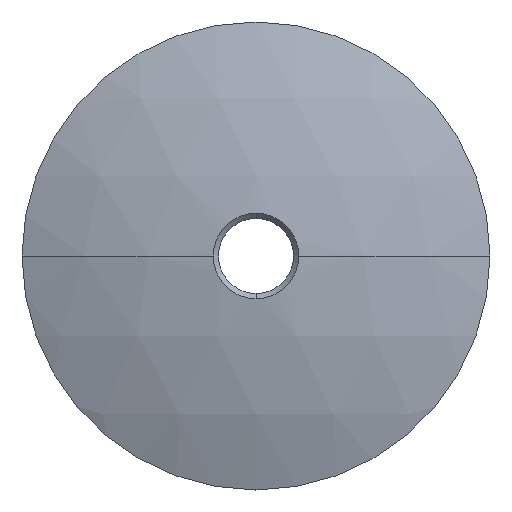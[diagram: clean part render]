
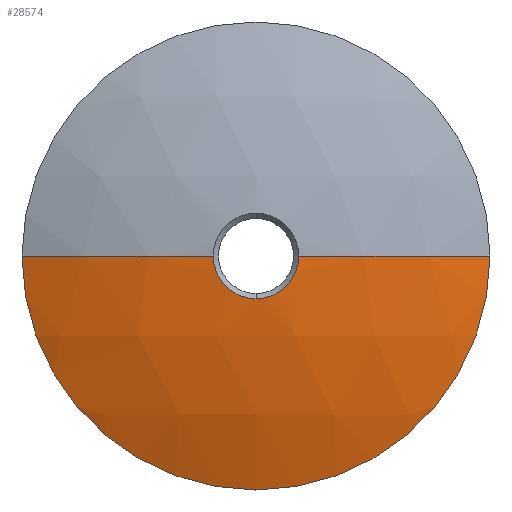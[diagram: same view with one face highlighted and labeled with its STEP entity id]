
A CAD part, left-side view. The second image highlights one B-rep face of the part: STEP entity #28574.
In plain terms, the highlighted spherical face has radius 58.18 mm.
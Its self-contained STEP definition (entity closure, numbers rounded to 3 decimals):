
#475 = CIRCLE ( 'NONE', #35126, 58.18 ) ;
#967 = CARTESIAN_POINT ( 'NONE',  ( -18.871, -3.871, 0. ) ) ;
#1170 = DIRECTION ( 'NONE',  ( 0., 0., -1. ) ) ;
#1774 = EDGE_CURVE ( 'NONE', #13751, #4376, #475, .T. ) ;
#2499 = EDGE_CURVE ( 'NONE', #9118, #13751, #30776, .T. ) ;
#3900 = EDGE_CURVE ( 'NONE', #9118, #16376, #21952, .T. ) ;
#4376 = VERTEX_POINT ( 'NONE', #967 ) ;
#5075 = DIRECTION ( 'NONE',  ( 0., 0., -1. ) ) ;
#7220 = CARTESIAN_POINT ( 'NONE',  ( -18.871, 0., 0. ) ) ;
#9118 = VERTEX_POINT ( 'NONE', #19461 ) ;
#9244 = ORIENTED_EDGE ( 'NONE', *, *, #3900, .F. ) ;
#9599 = SPHERICAL_SURFACE ( 'NONE', #16594, 58.18 ) ;
#11201 = EDGE_CURVE ( 'NONE', #4376, #29584, #23742, .T. ) ;
#11583 = DIRECTION ( 'NONE',  ( 0., 1., 0. ) ) ;
#12581 = CARTESIAN_POINT ( 'NONE',  ( 39.18, 0., 0. ) ) ;
#12588 = CARTESIAN_POINT ( 'NONE',  ( -15., 0., 0. ) ) ;
#13751 = VERTEX_POINT ( 'NONE', #21033 ) ;
#13856 = FACE_OUTER_BOUND ( 'NONE', #16544, .T. ) ;
#14245 = DIRECTION ( 'NONE',  ( 1., 0., 0. ) ) ;
#14448 = DIRECTION ( 'NONE',  ( 0., 0., -1. ) ) ;
#15849 = CARTESIAN_POINT ( 'NONE',  ( -18.871, 3.871, 0. ) ) ;
#16290 = AXIS2_PLACEMENT_3D ( 'NONE', #39171, #14245, #5075 ) ;
#16376 = VERTEX_POINT ( 'NONE', #15849 ) ;
#16534 = AXIS2_PLACEMENT_3D ( 'NONE', #12581, #35343, #19393 ) ;
#16544 = EDGE_LOOP ( 'NONE', ( #24538, #31700, #40882, #30590, #9244 ) ) ;
#16594 = AXIS2_PLACEMENT_3D ( 'NONE', #22588, #35576, #32794 ) ;
#18290 = AXIS2_PLACEMENT_3D ( 'NONE', #7220, #39993, #14448 ) ;
#19393 = DIRECTION ( 'NONE',  ( 1., 0., 0. ) ) ;
#19461 = CARTESIAN_POINT ( 'NONE',  ( -15., 21.2, 0. ) ) ;
#21033 = CARTESIAN_POINT ( 'NONE',  ( -15., -21.2, 0. ) ) ;
#21952 = CIRCLE ( 'NONE', #16534, 58.18 ) ;
#22588 = CARTESIAN_POINT ( 'NONE',  ( 39.18, 0., 0. ) ) ;
#23742 = CIRCLE ( 'NONE', #18290, 3.871 ) ;
#23933 = EDGE_CURVE ( 'NONE', #29584, #16376, #31882, .T. ) ;
#24154 = CARTESIAN_POINT ( 'NONE',  ( -18.871, 0., -3.871 ) ) ;
#24538 = ORIENTED_EDGE ( 'NONE', *, *, #2499, .T. ) ;
#28574 = ADVANCED_FACE ( 'NONE', ( #13856 ), #9599, .T. ) ;
#28964 = DIRECTION ( 'NONE',  ( -1., 0., 0. ) ) ;
#29584 = VERTEX_POINT ( 'NONE', #24154 ) ;
#30590 = ORIENTED_EDGE ( 'NONE', *, *, #23933, .T. ) ;
#30776 = CIRCLE ( 'NONE', #33495, 21.2 ) ;
#31700 = ORIENTED_EDGE ( 'NONE', *, *, #1774, .T. ) ;
#31882 = CIRCLE ( 'NONE', #16290, 3.871 ) ;
#32794 = DIRECTION ( 'NONE',  ( 0., 1., 0. ) ) ;
#33495 = AXIS2_PLACEMENT_3D ( 'NONE', #12588, #28964, #38541 ) ;
#35126 = AXIS2_PLACEMENT_3D ( 'NONE', #40745, #1170, #11583 ) ;
#35343 = DIRECTION ( 'NONE',  ( 0., 0., 1. ) ) ;
#35576 = DIRECTION ( 'NONE',  ( 0., 0., -1. ) ) ;
#38541 = DIRECTION ( 'NONE',  ( 0., -1., 0. ) ) ;
#39171 = CARTESIAN_POINT ( 'NONE',  ( -18.871, 0., 0. ) ) ;
#39993 = DIRECTION ( 'NONE',  ( 1., 0., 0. ) ) ;
#40745 = CARTESIAN_POINT ( 'NONE',  ( 39.18, 0., 0. ) ) ;
#40882 = ORIENTED_EDGE ( 'NONE', *, *, #11201, .T. ) ;
